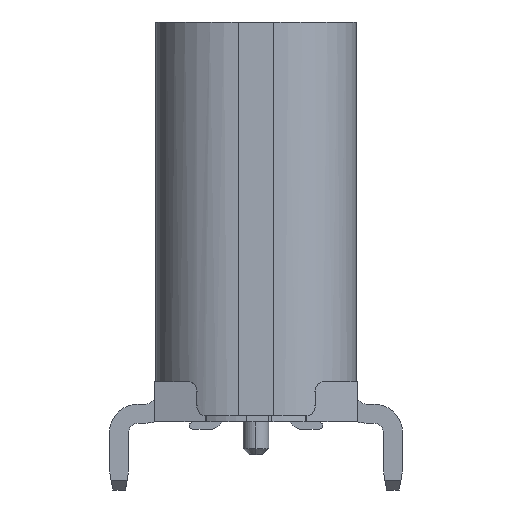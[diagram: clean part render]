
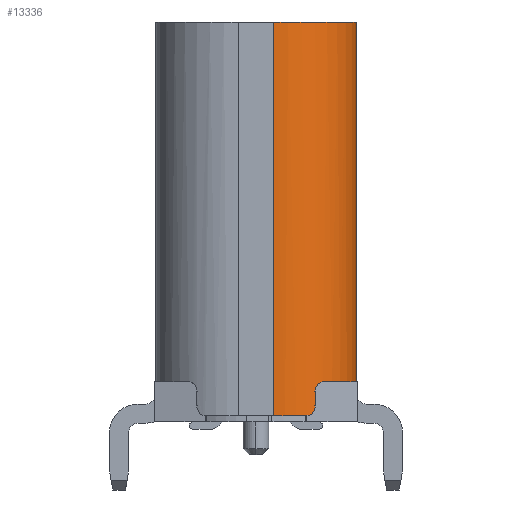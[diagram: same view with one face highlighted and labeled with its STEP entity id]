
A CAD part, left-side view. The second image highlights one B-rep face of the part: STEP entity #13336.
In plain terms, the highlighted cylindrical face has radius 1.3 mm (diameter 2.6 mm), a partial arc.
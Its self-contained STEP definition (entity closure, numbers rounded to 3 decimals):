
#443=CARTESIAN_POINT('',(-3.17,-0.28,-1.975));
#444=DIRECTION('',(0.,0.,-1.));
#445=DIRECTION('',(0.,-1.,0.));
#446=AXIS2_PLACEMENT_3D('',#443,#444,#445);
#460=DIRECTION('',(0.,0.,1.));
#461=VECTOR('',#460,5.65);
#462=CARTESIAN_POINT('',(-3.17,-1.58,-1.975));
#463=LINE('',#462,#461);
#464=CARTESIAN_POINT('',(-4.296,-0.93,
-2.125));
#465=CARTESIAN_POINT('',(-4.296,-0.93,
-2.111));
#466=CARTESIAN_POINT('',(-4.294,-0.933,
-2.086));
#467=CARTESIAN_POINT('',(-4.288,-0.944,
-2.054));
#468=CARTESIAN_POINT('',(-4.279,-0.959,
-2.029));
#469=CARTESIAN_POINT('',(-4.267,-0.977,
-2.008));
#470=CARTESIAN_POINT('',(-4.254,-0.998,
-1.991));
#471=CARTESIAN_POINT('',(-4.236,-1.024,
-1.979));
#472=CARTESIAN_POINT('',(-4.221,-1.045,-1.975));
#473=CARTESIAN_POINT('',(-4.213,-1.056,-1.975));
#475=DIRECTION('',(0.,0.,1.));
#476=VECTOR('',#475,0.23);
#477=CARTESIAN_POINT('',(-4.296,-0.93,
-2.355));
#478=LINE('',#477,#476);
#479=CARTESIAN_POINT('',(-4.363,-0.796,-2.505));
#480=CARTESIAN_POINT('',(-4.358,-0.808,-2.505));
#481=CARTESIAN_POINT('',(-4.347,-0.831,
-2.501));
#482=CARTESIAN_POINT('',(-4.334,-0.86,
-2.489));
#483=CARTESIAN_POINT('',(-4.322,-0.883,
-2.471));
#484=CARTESIAN_POINT('',(-4.312,-0.901,
-2.45));
#485=CARTESIAN_POINT('',(-4.304,-0.916,
-2.425));
#486=CARTESIAN_POINT('',(-4.298,-0.927,
-2.394));
#487=CARTESIAN_POINT('',(-4.296,-0.93,
-2.369));
#488=CARTESIAN_POINT('',(-4.296,-0.93,
-2.355));
#490=DIRECTION('',(0.,0.,-1.));
#491=VECTOR('',#490,6.18);
#492=CARTESIAN_POINT('',(-4.47,-0.28,3.675));
#493=LINE('',#492,#491);
#614=CARTESIAN_POINT('',(-3.17,-0.28,-1.975));
#615=DIRECTION('',(0.,0.,-1.));
#616=DIRECTION('',(-0.475,-0.88,0.));
#617=AXIS2_PLACEMENT_3D('',#614,#615,#616);
#7515=CARTESIAN_POINT('',(-3.17,-0.28,3.675));
#7516=DIRECTION('',(0.,0.,1.));
#7517=DIRECTION('',(-1.,0.,0.));
#7518=AXIS2_PLACEMENT_3D('',#7515,#7516,#7517);
#7701=CARTESIAN_POINT('',(-3.17,-0.28,-2.505));
#7702=DIRECTION('',(0.,0.,-1.));
#7703=DIRECTION('',(-0.918,-0.397,0.));
#7704=AXIS2_PLACEMENT_3D('',#7701,#7702,#7703);
#10771=CARTESIAN_POINT('',(-4.47,-0.28,3.675));
#10773=VERTEX_POINT('',#10771);
#10776=CARTESIAN_POINT('',(-4.47,-0.28,-2.505));
#10777=VERTEX_POINT('',#10776);
#10778=CARTESIAN_POINT('',(-4.296,-0.93,
-2.125));
#10780=VERTEX_POINT('',#10778);
#10782=CARTESIAN_POINT('',(-4.296,-0.93,
-2.355));
#10783=VERTEX_POINT('',#10782);
#12414=CARTESIAN_POINT('',(-4.213,-1.056,-1.975));
#12415=VERTEX_POINT('',#12414);
#12416=CARTESIAN_POINT('',(-3.17,-1.58,-1.975));
#12417=CARTESIAN_POINT('',(-3.17,-1.58,3.675));
#12418=VERTEX_POINT('',#12416);
#12419=VERTEX_POINT('',#12417);
#12420=CARTESIAN_POINT('',(-4.363,-0.796,-2.505));
#12421=VERTEX_POINT('',#12420);
#12422=CARTESIAN_POINT('',(-3.788,-1.424,-1.975));
#12423=VERTEX_POINT('',#12422);
#13312=CARTESIAN_POINT('',(-3.17,-0.28,13.256));
#13313=DIRECTION('',(0.,0.,-1.));
#13314=DIRECTION('',(0.,-1.,0.));
#13315=AXIS2_PLACEMENT_3D('',#13312,#13313,#13314);
#13316=CYLINDRICAL_SURFACE('',#13315,1.3);
#13318=ORIENTED_EDGE('',*,*,#13317,.F.);
#13319=ORIENTED_EDGE('',*,*,#13300,.T.);
#13321=ORIENTED_EDGE('',*,*,#13320,.T.);
#13323=ORIENTED_EDGE('',*,*,#13322,.F.);
#13325=ORIENTED_EDGE('',*,*,#13324,.F.);
#13327=ORIENTED_EDGE('',*,*,#13326,.F.);
#13329=ORIENTED_EDGE('',*,*,#13328,.T.);
#13331=ORIENTED_EDGE('',*,*,#13330,.F.);
#13333=ORIENTED_EDGE('',*,*,#13332,.T.);
#13334=EDGE_LOOP('',(#13318,#13319,#13321,#13323,#13325,#13327,#13329,#13331,
#13333));
#13335=FACE_OUTER_BOUND('',#13334,.F.);
#13336=ADVANCED_FACE('',(#13335),#13316,.T.);
#447=CIRCLE('',#446,1.3);
#474=B_SPLINE_CURVE_WITH_KNOTS('',3,(#464,#465,#466,#467,#468,#469,#470,#471,
#472,#473),.UNSPECIFIED.,.F.,.F.,(4,1,1,1,1,1,1,4),(0.,0.143,
0.286,0.429,0.571,0.714,
0.857,1.),.UNSPECIFIED.);
#489=B_SPLINE_CURVE_WITH_KNOTS('',3,(#479,#480,#481,#482,#483,#484,#485,#486,
#487,#488),.UNSPECIFIED.,.F.,.F.,(4,1,1,1,1,1,1,4),(0.,0.143,
0.286,0.429,0.571,0.714,
0.857,1.),.UNSPECIFIED.);
#618=CIRCLE('',#617,1.3);
#7519=CIRCLE('',#7518,1.3);
#7705=CIRCLE('',#7704,1.3);
#13300=EDGE_CURVE('',#12418,#12423,#447,.T.);
#13317=EDGE_CURVE('',#12418,#12419,#463,.T.);
#13320=EDGE_CURVE('',#12423,#12415,#618,.T.);
#13322=EDGE_CURVE('',#10780,#12415,#474,.T.);
#13324=EDGE_CURVE('',#10783,#10780,#478,.T.);
#13326=EDGE_CURVE('',#12421,#10783,#489,.T.);
#13328=EDGE_CURVE('',#12421,#10777,#7705,.T.);
#13330=EDGE_CURVE('',#10773,#10777,#493,.T.);
#13332=EDGE_CURVE('',#10773,#12419,#7519,.T.);
